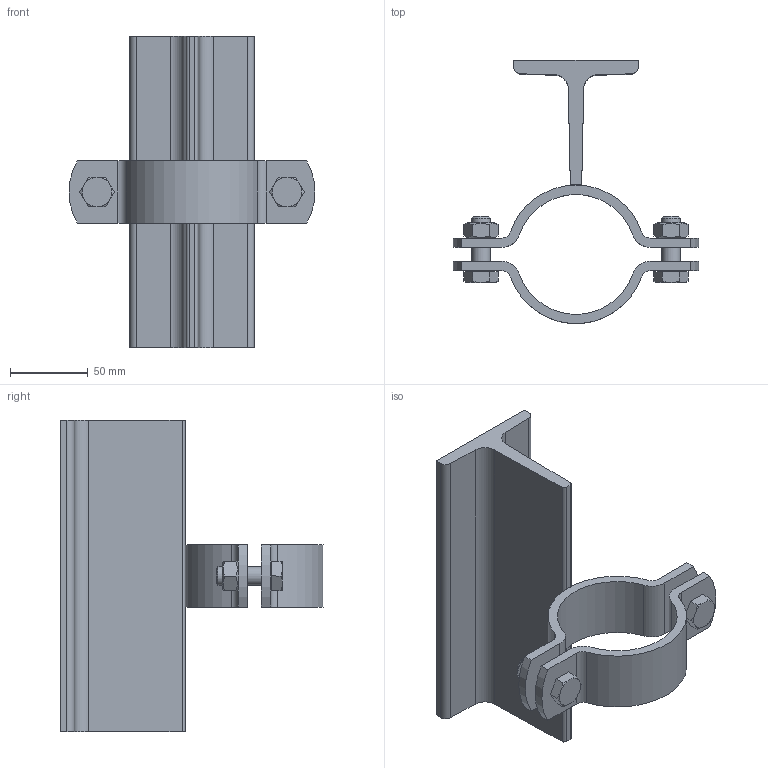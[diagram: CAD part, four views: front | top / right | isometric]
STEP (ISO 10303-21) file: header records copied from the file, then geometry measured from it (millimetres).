
FILE_DESCRIPTION((''),'2;1');
FILE_NAME('116883.stp','2010-03-24T16:02:38',('DMK009'),(''),'Autodesk Inventor 2010','Autodesk Inventor 2010','');
FILE_SCHEMA(('AUTOMOTIVE_DESIGN { 1 0 10303 214 1 1 1 1 }'));
Length unit declared in the file: millimetre
Products named in the file (1): 116883
Bounding box: 158 x 168.85 x 200 mm (x, y, z)
Volume: 373279.4 mm3; surface area: 103241.5 mm2
Topology: 1 solids, 1 shells, 117 faces, 280 edges, 180 vertices
Faces by surface type: plane 58, cylinder 31, cone 24, bspline 4
Full cylindrical faces by diameter (mm): 11.053 x2, 12 x4, 14 x2, 17.2 x2
Entity records: 3359 total; most frequent: CARTESIAN_POINT 702, DIRECTION 520, ORIENTED_EDGE 496, EDGE_CURVE 248, AXIS2_PLACEMENT_3D 206, VERTEX_POINT 172, EDGE_LOOP 158, STYLED_ITEM 118
